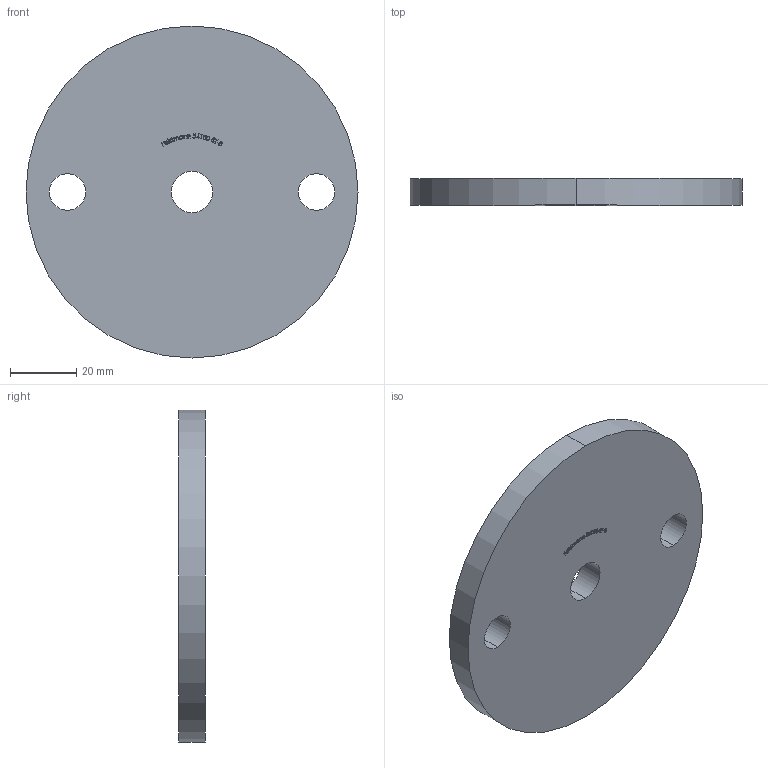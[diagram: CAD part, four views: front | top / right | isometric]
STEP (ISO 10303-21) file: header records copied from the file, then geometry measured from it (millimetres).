
FILE_DESCRIPTION (( 'STEP AP203' ), '1' );
FILE_NAME ('54100-ST-8.step', '2019-04-03T11:41:01', ( '' ), ( '' ), 'SwSTEP 2.0', 'SolidWorks 2015', '' );
FILE_SCHEMA (( 'CONFIG_CONTROL_DESIGN' ));
Length unit declared in the file: millimetre
Products named in the file (1): 54100-ST-8
Bounding box: 100 x 8 x 100 mm (x, y, z)
Volume: 60329 mm3; surface area: 18472.3 mm2
Topology: 1 solids, 1 shells, 239 faces, 633 edges, 422 vertices
Faces by surface type: plane 125, bspline 106, cylinder 8
Entity records: 13164 total; most frequent: CARTESIAN_POINT 7849, ORIENTED_EDGE 1266, DIRECTION 705, EDGE_CURVE 633, VERTEX_POINT 422, VECTOR 405, LINE 405, EDGE_LOOP 271
